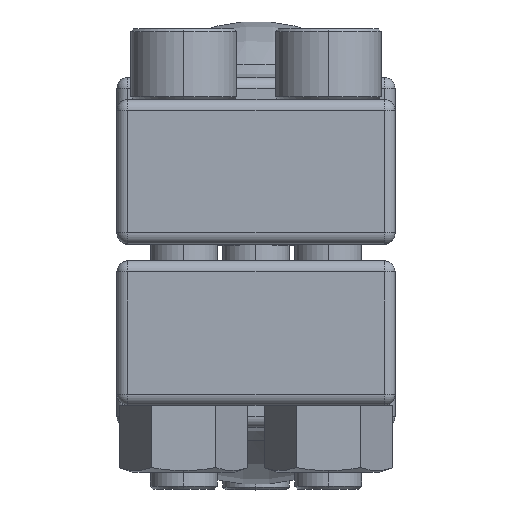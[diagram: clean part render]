
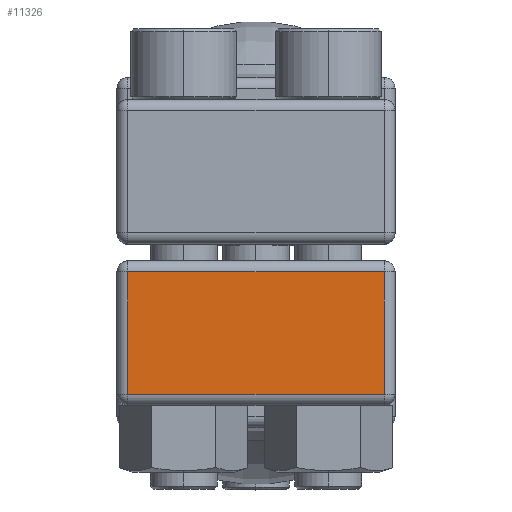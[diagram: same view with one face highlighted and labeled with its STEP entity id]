
A CAD part, top view. The second image highlights one B-rep face of the part: STEP entity #11326.
In plain terms, the highlighted planar face has unit normal (0, 0, 1).
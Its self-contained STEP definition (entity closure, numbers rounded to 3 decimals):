
#1636 = CARTESIAN_POINT ( 'NONE',  ( 23., -3.5, 57.5 ) ) ;
#2560 = CARTESIAN_POINT ( 'NONE',  ( 13., 1.5, 57.5 ) ) ;
#3070 = LINE ( 'NONE', #11244, #6391 ) ;
#3302 = EDGE_CURVE ( 'NONE', #14361, #11445, #4927, .T. ) ;
#3327 = CARTESIAN_POINT ( 'NONE',  ( 23., -25.5, 57.5 ) ) ;
#3614 = ORIENTED_EDGE ( 'NONE', *, *, #14807, .T. ) ;
#3660 = VERTEX_POINT ( 'NONE', #5217 ) ;
#4263 = ORIENTED_EDGE ( 'NONE', *, *, #6627, .T. ) ;
#4927 = LINE ( 'NONE', #7228, #10892 ) ;
#5217 = CARTESIAN_POINT ( 'NONE',  ( -23., -25.5, 57.5 ) ) ;
#5996 = DIRECTION ( 'NONE',  ( 0., 0., -1. ) ) ;
#6391 = VECTOR ( 'NONE', #7959, 1000. ) ;
#6397 = CARTESIAN_POINT ( 'NONE',  ( -23., 1.5, 57.5 ) ) ;
#6469 = ORIENTED_EDGE ( 'NONE', *, *, #8353, .T. ) ;
#6617 = VECTOR ( 'NONE', #7544, 1000. ) ;
#6627 = EDGE_CURVE ( 'NONE', #11445, #15083, #3070, .T. ) ;
#7228 = CARTESIAN_POINT ( 'NONE',  ( 23., 1.5, 57.5 ) ) ;
#7544 = DIRECTION ( 'NONE',  ( 1., 0., 0. ) ) ;
#7959 = DIRECTION ( 'NONE',  ( -1., 0., 0. ) ) ;
#8215 = FACE_OUTER_BOUND ( 'NONE', #14843, .T. ) ;
#8353 = EDGE_CURVE ( 'NONE', #15083, #3660, #9760, .T. ) ;
#9595 = DIRECTION ( 'NONE',  ( 0., 1., 0. ) ) ;
#9760 = LINE ( 'NONE', #6397, #14720 ) ;
#9839 = LINE ( 'NONE', #10911, #6617 ) ;
#10336 = ORIENTED_EDGE ( 'NONE', *, *, #3302, .T. ) ;
#10657 = DIRECTION ( 'NONE',  ( -1., 0., 0. ) ) ;
#10892 = VECTOR ( 'NONE', #9595, 1000. ) ;
#10911 = CARTESIAN_POINT ( 'NONE',  ( 13., -25.5, 57.5 ) ) ;
#11102 = AXIS2_PLACEMENT_3D ( 'NONE', #2560, #5996, #10657 ) ;
#11244 = CARTESIAN_POINT ( 'NONE',  ( 13., -3.5, 57.5 ) ) ;
#11326 = ADVANCED_FACE ( 'NONE', ( #8215 ), #13107, .F. ) ;
#11445 = VERTEX_POINT ( 'NONE', #1636 ) ;
#13107 = PLANE ( 'NONE',  #11102 ) ;
#13416 = CARTESIAN_POINT ( 'NONE',  ( -23., -3.5, 57.5 ) ) ;
#14361 = VERTEX_POINT ( 'NONE', #3327 ) ;
#14425 = DIRECTION ( 'NONE',  ( 0., -1., 0. ) ) ;
#14720 = VECTOR ( 'NONE', #14425, 1000. ) ;
#14807 = EDGE_CURVE ( 'NONE', #3660, #14361, #9839, .T. ) ;
#14843 = EDGE_LOOP ( 'NONE', ( #3614, #10336, #4263, #6469 ) ) ;
#15083 = VERTEX_POINT ( 'NONE', #13416 ) ;
